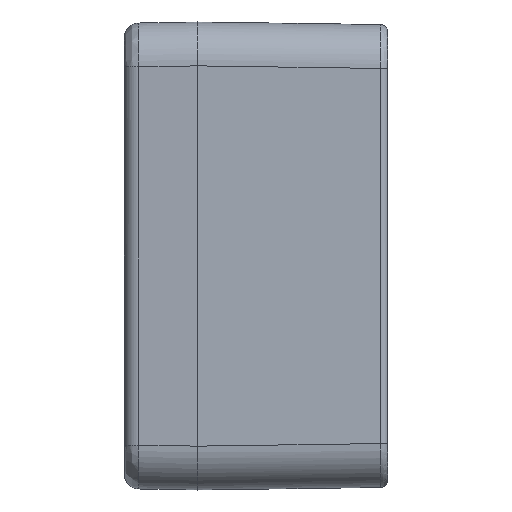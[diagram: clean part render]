
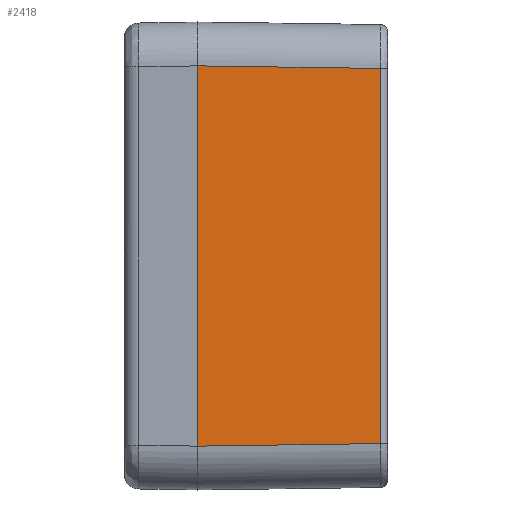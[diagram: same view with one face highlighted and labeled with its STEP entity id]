
A CAD part, left-side view. The second image highlights one B-rep face of the part: STEP entity #2418.
In plain terms, the highlighted planar face has unit normal (-1, -0.014, 0).
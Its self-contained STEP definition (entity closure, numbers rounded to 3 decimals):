
#172 = VERTEX_POINT ( 'NONE', #12020 ) ;
#460 = CARTESIAN_POINT ( 'NONE',  ( -75., 26., 26.001 ) ) ;
#1722 = DIRECTION ( 'NONE',  ( 0., 0., 1. ) ) ;
#2173 = B_SPLINE_CURVE_WITH_KNOTS ( 'NONE', 3,
 ( #10067, #18251, #11108, #5646 ),
 .UNSPECIFIED., .F., .F.,
 ( 4, 4 ),
 ( 0., 1. ),
 .UNSPECIFIED. ) ;
#2418 = ADVANCED_FACE ( 'NONE', ( #9871 ), #6940, .T. ) ;
#2552 = EDGE_CURVE ( 'NONE', #12420, #14553, #10143, .T. ) ;
#4219 = AXIS2_PLACEMENT_3D ( 'NONE', #16937, #12577, #6760 ) ;
#4469 = ORIENTED_EDGE ( 'NONE', *, *, #2552, .F. ) ;
#5019 = CARTESIAN_POINT ( 'NONE',  ( -74.651, 0.986, 25.651 ) ) ;
#5646 = CARTESIAN_POINT ( 'NONE',  ( -74.651, 0.986, -25.651 ) ) ;
#5676 = EDGE_CURVE ( 'NONE', #172, #8427, #2173, .T. ) ;
#5858 = CARTESIAN_POINT ( 'NONE',  ( -74.651, 0.986, -8.55 ) ) ;
#6006 = EDGE_CURVE ( 'NONE', #172, #12420, #17106, .T. ) ;
#6760 = DIRECTION ( 'NONE',  ( -0.014, 1., 0. ) ) ;
#6940 = PLANE ( 'NONE',  #4219 ) ;
#7020 = ORIENTED_EDGE ( 'NONE', *, *, #11369, .F. ) ;
#8427 = VERTEX_POINT ( 'NONE', #9301 ) ;
#9301 = CARTESIAN_POINT ( 'NONE',  ( -74.651, 0.986, -25.651 ) ) ;
#9871 = FACE_OUTER_BOUND ( 'NONE', #17356, .T. ) ;
#10067 = CARTESIAN_POINT ( 'NONE',  ( -75., 26., -26.001 ) ) ;
#10086 = CARTESIAN_POINT ( 'NONE',  ( -74.651, 0.986, 25.651 ) ) ;
#10143 = B_SPLINE_CURVE_WITH_KNOTS ( 'NONE', 3,
 ( #11640, #17318, #10254, #15925 ),
 .UNSPECIFIED., .F., .F.,
 ( 4, 4 ),
 ( 0., 1. ),
 .UNSPECIFIED. ) ;
#10254 = CARTESIAN_POINT ( 'NONE',  ( -74.767, 9.324, 25.768 ) ) ;
#10938 = ORIENTED_EDGE ( 'NONE', *, *, #5676, .T. ) ;
#11108 = CARTESIAN_POINT ( 'NONE',  ( -74.767, 9.324, -25.768 ) ) ;
#11290 = B_SPLINE_CURVE_WITH_KNOTS ( 'NONE', 3,
 ( #10086, #17059, #5858, #11572 ),
 .UNSPECIFIED., .F., .F.,
 ( 4, 4 ),
 ( 0., 1. ),
 .UNSPECIFIED. ) ;
#11369 = EDGE_CURVE ( 'NONE', #14553, #8427, #11290, .T. ) ;
#11572 = CARTESIAN_POINT ( 'NONE',  ( -74.651, 0.986, -25.651 ) ) ;
#11640 = CARTESIAN_POINT ( 'NONE',  ( -75., 26., 26.001 ) ) ;
#12020 = CARTESIAN_POINT ( 'NONE',  ( -75., 26., -26.001 ) ) ;
#12023 = VECTOR ( 'NONE', #1722, 1000. ) ;
#12420 = VERTEX_POINT ( 'NONE', #460 ) ;
#12562 = ORIENTED_EDGE ( 'NONE', *, *, #6006, .F. ) ;
#12577 = DIRECTION ( 'NONE',  ( -1., -0.014, 0. ) ) ;
#14553 = VERTEX_POINT ( 'NONE', #5019 ) ;
#15925 = CARTESIAN_POINT ( 'NONE',  ( -74.651, 0.986, 25.651 ) ) ;
#16937 = CARTESIAN_POINT ( 'NONE',  ( -75., 26., -35.153 ) ) ;
#17059 = CARTESIAN_POINT ( 'NONE',  ( -74.651, 0.986, 8.55 ) ) ;
#17106 = LINE ( 'NONE', #17201, #12023 ) ;
#17201 = CARTESIAN_POINT ( 'NONE',  ( -75., 26., -26.001 ) ) ;
#17318 = CARTESIAN_POINT ( 'NONE',  ( -74.884, 17.662, 25.884 ) ) ;
#17356 = EDGE_LOOP ( 'NONE', ( #4469, #12562, #10938, #7020 ) ) ;
#18251 = CARTESIAN_POINT ( 'NONE',  ( -74.884, 17.662, -25.884 ) ) ;
